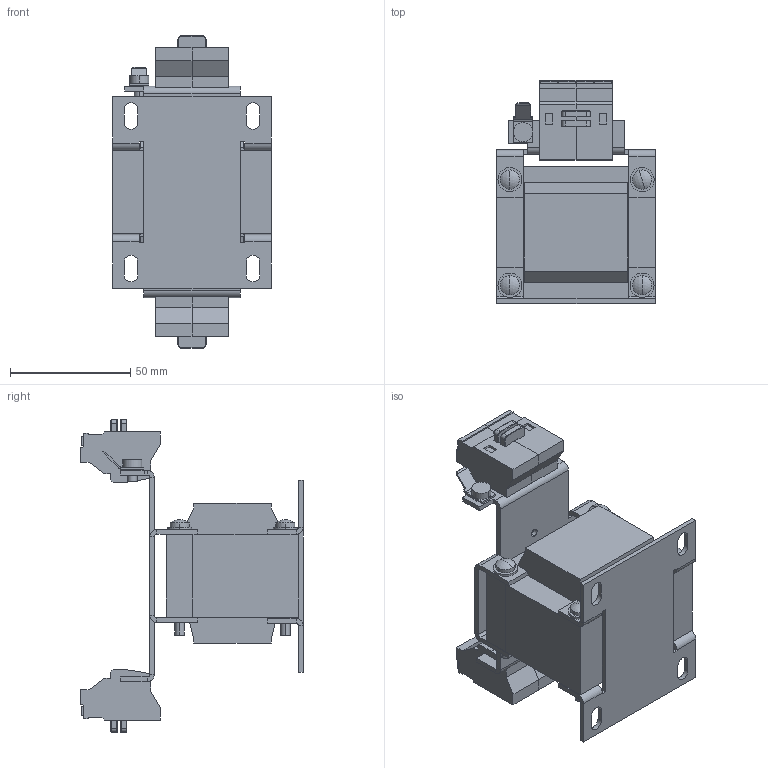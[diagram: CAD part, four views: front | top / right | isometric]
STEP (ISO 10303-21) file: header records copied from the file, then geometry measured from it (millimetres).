
FILE_DESCRIPTION (( 'STEP AP214' ), '1' );
FILE_NAME ('378157.STEP', '2021-09-07T12:27:07', ( '' ), ( '' ), 'SwSTEP 2.0', 'SolidWorks 2018', '' );
FILE_SCHEMA (( 'AUTOMOTIVE_DESIGN' ));
Length unit declared in the file: millimetre
Products named in the file (1): 378157
Bounding box: 66 x 92.7 x 130 mm (x, y, z)
Volume: 215084.4 mm3; surface area: 58914.4 mm2
Topology: 1 solids, 1 shells, 597 faces, 1505 edges, 942 vertices
Faces by surface type: plane 400, cylinder 173, torus 16, sphere 8
Entity records: 17745 total; most frequent: CARTESIAN_POINT 3119, DIRECTION 3037, ORIENTED_EDGE 3010, EDGE_CURVE 1505, LINE 1133, VECTOR 1133, AXIS2_PLACEMENT_3D 952, VERTEX_POINT 942
